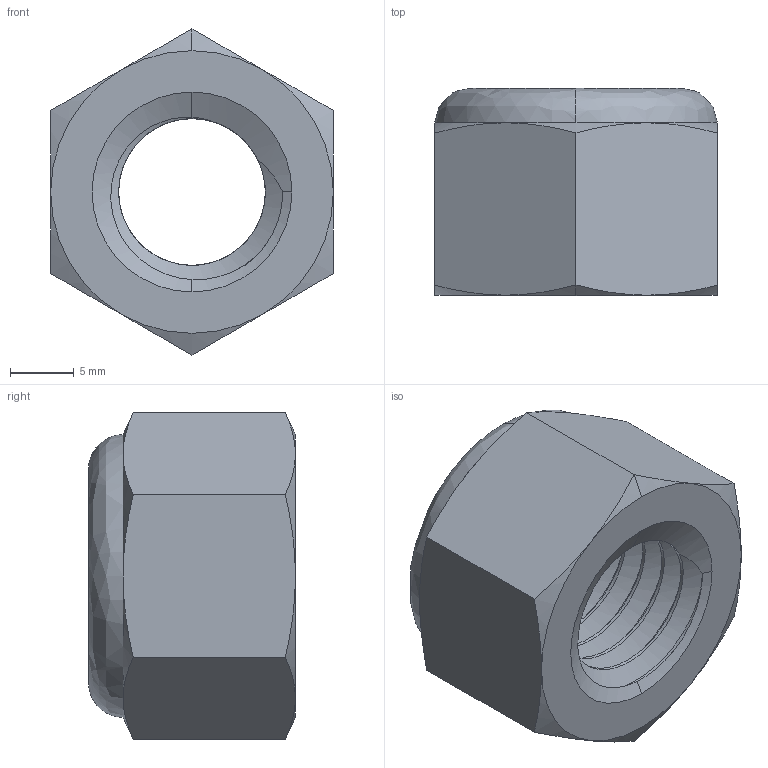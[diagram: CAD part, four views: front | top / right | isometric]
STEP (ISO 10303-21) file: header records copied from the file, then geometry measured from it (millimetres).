
FILE_DESCRIPTION (( 'STEP AP203' ), '1' );
FILE_NAME ('COPY OF NUT HEX 9_16-12 LOCKNUT_1^EYE TO EYE 5 LEAF 60MM SUSPENSION_REV_.step', '2025-08-17T04:51:09', ( '' ), ( '' ), 'SwSTEP 2.0', 'SolidWorks 2024', '' );
FILE_SCHEMA (( 'CONFIG_CONTROL_DESIGN' ));
Length unit declared in the file: inch
Products named in the file (1): COPY OF NUT HEX 9_16-12 LOCKNUT_1^EYE TO EYE 5 LEAF 60MM SUSPENSION_REV_
Bounding box: 22.23 x 16.27 x 25.66 mm (x, y, z)
Volume: 4554.2 mm3; surface area: 3863.7 mm2
Topology: 2 solids, 2 shells, 56 faces, 134 edges, 84 vertices
Faces by surface type: cylinder 18, cone 17, plane 12, bspline 9
Entity records: 3356 total; most frequent: CARTESIAN_POINT 2180, ORIENTED_EDGE 268, DIRECTION 182, EDGE_CURVE 134, VERTEX_POINT 84, AXIS2_PLACEMENT_3D 77, EDGE_LOOP 62, FACE_OUTER_BOUND 56
